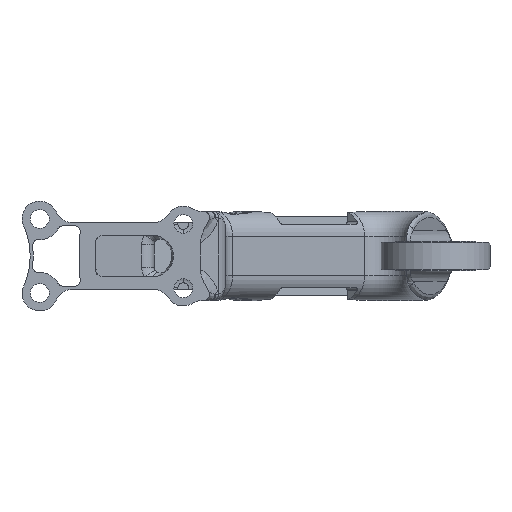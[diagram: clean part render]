
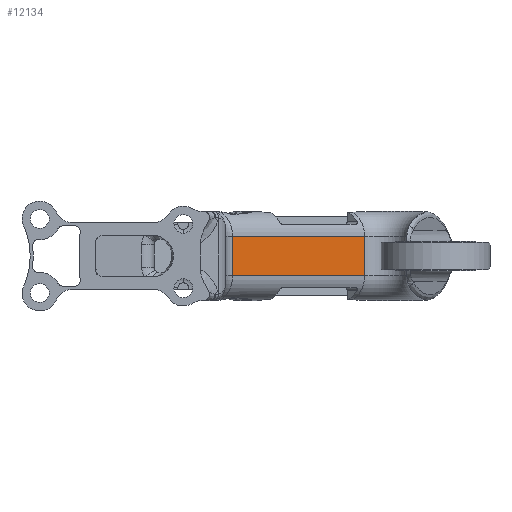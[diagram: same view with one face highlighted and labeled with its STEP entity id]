
A CAD part, front view. The second image highlights one B-rep face of the part: STEP entity #12134.
In plain terms, the highlighted planar face has unit normal (0.707, -0.707, 0).
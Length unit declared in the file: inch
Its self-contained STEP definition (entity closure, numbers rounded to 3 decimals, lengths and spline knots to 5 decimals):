
#325 = EDGE_LOOP ( 'NONE', ( #10683, #13839, #4154, #6228 ) ) ;
#678 = FACE_OUTER_BOUND ( 'NONE', #325, .T. ) ;
#679 = CARTESIAN_POINT ( 'NONE',  ( 3.28322, 1.875, 0.2 ) ) ;
#852 = LINE ( 'NONE', #11538, #14092 ) ;
#2128 = DIRECTION ( 'NONE',  ( 0.707, 0.707, 0. ) ) ;
#2130 = EDGE_CURVE ( 'NONE', #9437, #8755, #11613, .T. ) ;
#2230 = LINE ( 'NONE', #6876, #14597 ) ;
#3177 = LINE ( 'NONE', #5967, #9226 ) ;
#3483 = DIRECTION ( 'NONE',  ( 0.707, -0.707, 0. ) ) ;
#3633 = DIRECTION ( 'NONE',  ( 0., 0., -1. ) ) ;
#4154 = ORIENTED_EDGE ( 'NONE', *, *, #12636, .T. ) ;
#4676 = DIRECTION ( 'NONE',  ( -0.707, -0.707, 0. ) ) ;
#5181 = VECTOR ( 'NONE', #4676, 39.37008 ) ;
#5967 = CARTESIAN_POINT ( 'NONE',  ( 3.28322, 1.875, -0.14 ) ) ;
#6228 = ORIENTED_EDGE ( 'NONE', *, *, #2130, .T. ) ;
#6239 = CARTESIAN_POINT ( 'NONE',  ( 3.28322, 1.875, -0.2 ) ) ;
#6529 = EDGE_CURVE ( 'NONE', #12369, #11840, #2230, .T. ) ;
#6876 = CARTESIAN_POINT ( 'NONE',  ( 1.94822, 0.54, -0.2 ) ) ;
#6969 = PLANE ( 'NONE',  #14093 ) ;
#8059 = DIRECTION ( 'NONE',  ( 0.707, 0.707, 0. ) ) ;
#8755 = VERTEX_POINT ( 'NONE', #14300 ) ;
#9154 = CARTESIAN_POINT ( 'NONE',  ( 1.94822, 0.54, -0.14 ) ) ;
#9226 = VECTOR ( 'NONE', #13866, 39.37008 ) ;
#9437 = VERTEX_POINT ( 'NONE', #679 ) ;
#10683 = ORIENTED_EDGE ( 'NONE', *, *, #12100, .T. ) ;
#11538 = CARTESIAN_POINT ( 'NONE',  ( 1.94822, 0.54, -0.30989 ) ) ;
#11541 = CARTESIAN_POINT ( 'NONE',  ( 1.94822, 0.54, 0.2 ) ) ;
#11613 = LINE ( 'NONE', #11541, #5181 ) ;
#11840 = VERTEX_POINT ( 'NONE', #6239 ) ;
#12100 = EDGE_CURVE ( 'NONE', #8755, #12369, #852, .T. ) ;
#12134 = ADVANCED_FACE ( 'NONE', ( #678 ), #6969, .T. ) ;
#12369 = VERTEX_POINT ( 'NONE', #12421 ) ;
#12421 = CARTESIAN_POINT ( 'NONE',  ( 1.94822, 0.54, -0.2 ) ) ;
#12636 = EDGE_CURVE ( 'NONE', #11840, #9437, #3177, .T. ) ;
#13839 = ORIENTED_EDGE ( 'NONE', *, *, #6529, .T. ) ;
#13866 = DIRECTION ( 'NONE',  ( 0., 0., 1. ) ) ;
#14092 = VECTOR ( 'NONE', #3633, 39.37008 ) ;
#14093 = AXIS2_PLACEMENT_3D ( 'NONE', #9154, #3483, #8059 ) ;
#14300 = CARTESIAN_POINT ( 'NONE',  ( 1.94822, 0.54, 0.2 ) ) ;
#14597 = VECTOR ( 'NONE', #2128, 39.37008 ) ;
